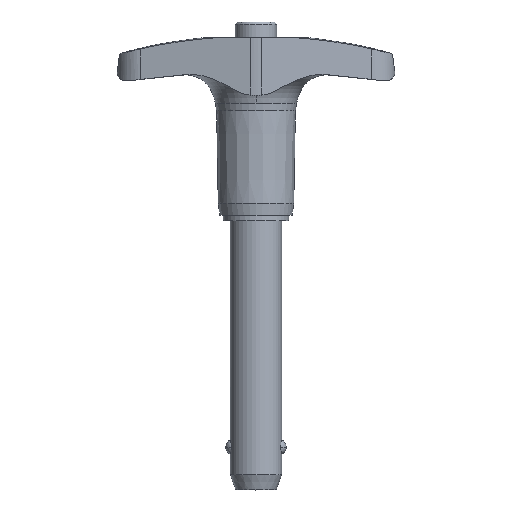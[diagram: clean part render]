
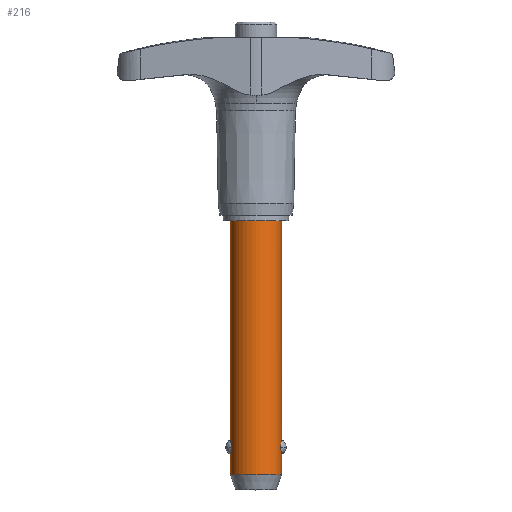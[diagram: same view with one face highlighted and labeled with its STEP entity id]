
A CAD part, top view. The second image highlights one B-rep face of the part: STEP entity #216.
In plain terms, the highlighted cylindrical face has radius 4.763 mm (diameter 9.525 mm), a partial arc.
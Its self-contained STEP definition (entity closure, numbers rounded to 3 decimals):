
#216=ADVANCED_FACE('',(#443),#444,.T.);
#443=FACE_OUTER_BOUND('',#678,.T.);
#444=CYLINDRICAL_SURFACE('',#679,4.763);
#678=EDGE_LOOP('',(#1306,#1307,#1308,#1309,#1310,#1311,#1312,#1313,#1314,#1315));
#679=AXIS2_PLACEMENT_3D('',#1316,#1317,#1318);
#1306=ORIENTED_EDGE('',*,*,#1512,.T.);
#1307=ORIENTED_EDGE('',*,*,#1466,.T.);
#1308=ORIENTED_EDGE('',*,*,#1703,.T.);
#1309=ORIENTED_EDGE('',*,*,#1517,.T.);
#1310=ORIENTED_EDGE('',*,*,#1704,.F.);
#1311=ORIENTED_EDGE('',*,*,#1515,.T.);
#1312=ORIENTED_EDGE('',*,*,#1484,.T.);
#1313=ORIENTED_EDGE('',*,*,#1505,.T.);
#1314=ORIENTED_EDGE('',*,*,#1514,.T.);
#1315=ORIENTED_EDGE('',*,*,#1705,.T.);
#1316=CARTESIAN_POINT('',(0.0,-24.956,0.0));
#1317=DIRECTION('',(-0.0,1.0,0.0));
#1318=DIRECTION('',(1.0,0.0,0.0));
#1466=EDGE_CURVE('',#1770,#1768,#1771,.T.);
#1484=EDGE_CURVE('',#1801,#1798,#1802,.T.);
#1505=EDGE_CURVE('',#1798,#1835,#1837,.T.);
#1512=EDGE_CURVE('',#1848,#1770,#1849,.T.);
#1514=EDGE_CURVE('',#1835,#1850,#1852,.T.);
#1515=EDGE_CURVE('',#1853,#1801,#1854,.T.);
#1517=EDGE_CURVE('',#1857,#1855,#1858,.T.);
#1703=EDGE_CURVE('',#1768,#1857,#2123,.T.);
#1704=EDGE_CURVE('',#1853,#1855,#2124,.T.);
#1705=EDGE_CURVE('',#1850,#1848,#2125,.T.);
#1768=VERTEX_POINT('',#2317);
#1770=VERTEX_POINT('',#2319);
#1771=B_SPLINE_CURVE_WITH_KNOTS('',3,(#2320,#2321,#2322,#2323,#2324,#2325,#2326,#2327,#2328,#2329,#2330,#2331,#2332,#2333),.UNSPECIFIED.,.F.,.F.,(4,2,2,2,2,2,4),(2.083,2.447,2.811,3.028,3.245,3.706,4.167),.UNSPECIFIED.);
#1798=VERTEX_POINT('',#2480);
#1801=VERTEX_POINT('',#2483);
#1802=B_SPLINE_CURVE_WITH_KNOTS('',3,(#2484,#2485,#2486,#2487,#2488,#2489,#2490,#2491,#2492,#2493,#2494,#2495,#2496,#2497),.UNSPECIFIED.,.F.,.F.,(4,2,2,2,2,2,4),(6.25,6.614,6.978,7.194,7.411,7.872,8.333),.UNSPECIFIED.);
#1835=VERTEX_POINT('',#2656);
#1837=B_SPLINE_CURVE_WITH_KNOTS('',3,(#2671,#2672,#2673,#2674,#2675,#2676,#2677,#2678,#2679,#2680,#2681,#2682,#2683,#2684),.UNSPECIFIED.,.F.,.F.,(4,2,2,2,2,2,4),(0.0,0.461,0.922,1.139,1.355,1.719,2.083),.UNSPECIFIED.);
#1848=VERTEX_POINT('',#2697);
#1849=LINE('',#2698,#2699);
#1850=VERTEX_POINT('',#2700);
#1852=LINE('',#2702,#2703);
#1853=VERTEX_POINT('',#2704);
#1854=LINE('',#2705,#2706);
#1855=VERTEX_POINT('',#2707);
#1857=VERTEX_POINT('',#2709);
#1858=LINE('',#2710,#2711);
#2123=B_SPLINE_CURVE_WITH_KNOTS('',3,(#3835,#3836,#3837,#3838,#3839,#3840,#3841,#3842,#3843,#3844,#3845,#3846,#3847,#3848),.UNSPECIFIED.,.F.,.F.,(4,2,2,2,2,2,4),(4.167,4.628,5.089,5.305,5.522,5.886,6.25),.UNSPECIFIED.);
#2124=CIRCLE('',#3849,4.763);
#2125=CIRCLE('',#3850,4.763);
#2317=CARTESIAN_POINT('',(4.543,-41.98,1.429));
#2319=CARTESIAN_POINT('',(4.763,-43.32,0.));
#2320=CARTESIAN_POINT('',(4.763,-43.32,0.0));
#2321=CARTESIAN_POINT('',(4.763,-43.32,0.121));
#2322=CARTESIAN_POINT('',(4.757,-43.305,0.253));
#2323=CARTESIAN_POINT('',(4.737,-43.24,0.507));
#2324=CARTESIAN_POINT('',(4.722,-43.191,0.629));
#2325=CARTESIAN_POINT('',(4.696,-43.098,0.797));
#2326=CARTESIAN_POINT('',(4.684,-43.055,0.863));
#2327=CARTESIAN_POINT('',(4.66,-42.959,0.985));
#2328=CARTESIAN_POINT('',(4.647,-42.905,1.042));
#2329=CARTESIAN_POINT('',(4.612,-42.74,1.192));
#2330=CARTESIAN_POINT('',(4.587,-42.6,1.282));
#2331=CARTESIAN_POINT('',(4.552,-42.297,1.4));
#2332=CARTESIAN_POINT('',(4.543,-42.133,1.429));
#2333=CARTESIAN_POINT('',(4.543,-41.98,1.429));
#2480=CARTESIAN_POINT('',(-4.543,-41.98,1.429));
#2483=CARTESIAN_POINT('',(-4.763,-40.64,0.));
#2484=CARTESIAN_POINT('',(-4.763,-40.64,0.));
#2485=CARTESIAN_POINT('',(-4.763,-40.64,0.121));
#2486=CARTESIAN_POINT('',(-4.757,-40.655,0.253));
#2487=CARTESIAN_POINT('',(-4.737,-40.719,0.507));
#2488=CARTESIAN_POINT('',(-4.722,-40.769,0.629));
#2489=CARTESIAN_POINT('',(-4.696,-40.862,0.797));
#2490=CARTESIAN_POINT('',(-4.684,-40.904,0.863));
#2491=CARTESIAN_POINT('',(-4.66,-41.001,0.985));
#2492=CARTESIAN_POINT('',(-4.647,-41.055,1.042));
#2493=CARTESIAN_POINT('',(-4.612,-41.22,1.192));
#2494=CARTESIAN_POINT('',(-4.587,-41.359,1.282));
#2495=CARTESIAN_POINT('',(-4.552,-41.662,1.4));
#2496=CARTESIAN_POINT('',(-4.543,-41.826,1.429));
#2497=CARTESIAN_POINT('',(-4.543,-41.98,1.429));
#2656=CARTESIAN_POINT('',(-4.763,-43.32,0.));
#2671=CARTESIAN_POINT('',(-4.543,-41.98,1.429));
#2672=CARTESIAN_POINT('',(-4.543,-42.133,1.429));
#2673=CARTESIAN_POINT('',(-4.552,-42.297,1.4));
#2674=CARTESIAN_POINT('',(-4.587,-42.6,1.282));
#2675=CARTESIAN_POINT('',(-4.612,-42.74,1.192));
#2676=CARTESIAN_POINT('',(-4.647,-42.905,1.042));
#2677=CARTESIAN_POINT('',(-4.66,-42.959,0.985));
#2678=CARTESIAN_POINT('',(-4.684,-43.055,0.863));
#2679=CARTESIAN_POINT('',(-4.696,-43.098,0.797));
#2680=CARTESIAN_POINT('',(-4.722,-43.191,0.629));
#2681=CARTESIAN_POINT('',(-4.737,-43.24,0.507));
#2682=CARTESIAN_POINT('',(-4.757,-43.305,0.253));
#2683=CARTESIAN_POINT('',(-4.763,-43.32,0.121));
#2684=CARTESIAN_POINT('',(-4.763,-43.32,0.));
#2697=CARTESIAN_POINT('',(4.763,-47.13,0.0));
#2698=CARTESIAN_POINT('',(4.763,-24.956,0.));
#2699=VECTOR('',#3971,1.0);
#2700=CARTESIAN_POINT('',(-4.763,-47.13,0.));
#2702=CARTESIAN_POINT('',(-4.763,-24.956,0.));
#2703=VECTOR('',#3975,1.0);
#2704=CARTESIAN_POINT('',(-4.763,0.0,0.));
#2705=CARTESIAN_POINT('',(-4.763,-24.956,0.));
#2706=VECTOR('',#3976,1.0);
#2707=CARTESIAN_POINT('',(4.763,0.0,0.0));
#2709=CARTESIAN_POINT('',(4.763,-40.64,0.));
#2710=CARTESIAN_POINT('',(4.763,-24.956,0.));
#2711=VECTOR('',#3980,1.0);
#3835=CARTESIAN_POINT('',(4.543,-41.98,1.429));
#3836=CARTESIAN_POINT('',(4.543,-41.826,1.429));
#3837=CARTESIAN_POINT('',(4.552,-41.662,1.4));
#3838=CARTESIAN_POINT('',(4.587,-41.359,1.282));
#3839=CARTESIAN_POINT('',(4.612,-41.22,1.192));
#3840=CARTESIAN_POINT('',(4.647,-41.055,1.042));
#3841=CARTESIAN_POINT('',(4.66,-41.001,0.985));
#3842=CARTESIAN_POINT('',(4.684,-40.904,0.863));
#3843=CARTESIAN_POINT('',(4.696,-40.862,0.797));
#3844=CARTESIAN_POINT('',(4.722,-40.769,0.629));
#3845=CARTESIAN_POINT('',(4.737,-40.719,0.507));
#3846=CARTESIAN_POINT('',(4.757,-40.655,0.253));
#3847=CARTESIAN_POINT('',(4.763,-40.64,0.121));
#3848=CARTESIAN_POINT('',(4.763,-40.64,0.));
#3849=AXIS2_PLACEMENT_3D('',#4179,#4180,#4181);
#3850=AXIS2_PLACEMENT_3D('',#4182,#4183,#4184);
#3971=DIRECTION('',(0.0,1.0,0.0));
#3975=DIRECTION('',(-0.0,-1.0,-0.0));
#3976=DIRECTION('',(-0.0,-1.0,-0.0));
#3980=DIRECTION('',(0.0,1.0,0.0));
#4179=CARTESIAN_POINT('',(0.0,0.0,0.0));
#4180=DIRECTION('',(-0.0,1.0,0.0));
#4181=DIRECTION('',(1.0,0.0,0.0));
#4182=CARTESIAN_POINT('',(0.0,-47.13,0.0));
#4183=DIRECTION('',(0.,1.0,0.0));
#4184=DIRECTION('',(1.0,0.,0.0));
